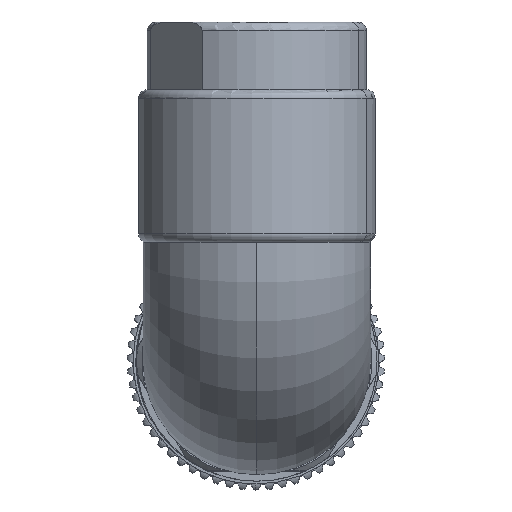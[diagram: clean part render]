
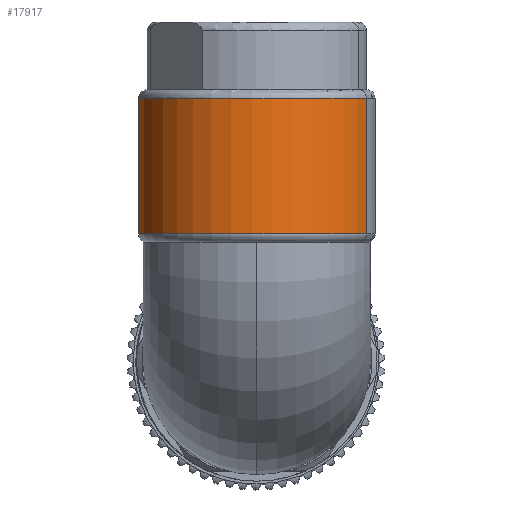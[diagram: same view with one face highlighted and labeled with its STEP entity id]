
A CAD part, top view. The second image highlights one B-rep face of the part: STEP entity #17917.
In plain terms, the highlighted cylindrical face has radius 7 mm (diameter 14 mm), a partial arc.
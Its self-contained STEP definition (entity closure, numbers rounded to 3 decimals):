
#17841=AXIS2_PLACEMENT_3D('Circle Axis2P3D',#17839,#17840,$) ;
#17890=AXIS2_PLACEMENT_3D('Cylinder Axis2P3D',#17887,#17888,#17889) ;
#17908=AXIS2_PLACEMENT_3D('Circle Axis2P3D',#17906,#17907,$) ;
#17829=CARTESIAN_POINT('Vertex',(14.116,23.1,38.916)) ;
#17836=CARTESIAN_POINT('Vertex',(1.184,23.1,33.554)) ;
#17839=CARTESIAN_POINT('Axis2P3D Location',(7.65,23.1,36.235)) ;
#17887=CARTESIAN_POINT('Axis2P3D Location',(7.65,26.3,36.235)) ;
#17892=CARTESIAN_POINT('Line Origine',(14.116,26.3,38.916)) ;
#17896=CARTESIAN_POINT('Vertex',(14.116,15.094,38.916)) ;
#17899=CARTESIAN_POINT('Line Origine',(1.184,26.3,33.554)) ;
#17903=CARTESIAN_POINT('Vertex',(1.184,15.094,33.554)) ;
#17906=CARTESIAN_POINT('Axis2P3D Location',(7.65,15.094,36.235)) ;
#17840=DIRECTION('Axis2P3D Direction',(0.,1.,0.)) ;
#17888=DIRECTION('Axis2P3D Direction',(0.,-1.,0.)) ;
#17889=DIRECTION('Axis2P3D XDirection',(0.924,0.,0.383)) ;
#17893=DIRECTION('Vector Direction',(0.,-1.,0.)) ;
#17900=DIRECTION('Vector Direction',(0.,-1.,0.)) ;
#17907=DIRECTION('Axis2P3D Direction',(0.,-1.,0.)) ;
#17894=VECTOR('Line Direction',#17893,1.) ;
#17901=VECTOR('Line Direction',#17900,1.) ;
#17912=ORIENTED_EDGE('',*,*,#17898,.F.) ;
#17913=ORIENTED_EDGE('',*,*,#17843,.T.) ;
#17914=ORIENTED_EDGE('',*,*,#17905,.F.) ;
#17915=ORIENTED_EDGE('',*,*,#17910,.T.) ;
#17917=ADVANCED_FACE('Hauptk\X2\00F6\X0\rper',(#17916),#17891,.T.) ;
#17842=CIRCLE('generated circle',#17841,7.) ;
#17909=CIRCLE('generated circle',#17908,7.) ;
#17891=CYLINDRICAL_SURFACE('generated cylinder',#17890,7.) ;
#17843=EDGE_CURVE('',#17830,#17837,#17842,.F.) ;
#17898=EDGE_CURVE('',#17830,#17897,#17895,.T.) ;
#17905=EDGE_CURVE('',#17904,#17837,#17902,.F.) ;
#17910=EDGE_CURVE('',#17904,#17897,#17909,.F.) ;
#17911=EDGE_LOOP('',(#17912,#17913,#17914,#17915)) ;
#17916=FACE_OUTER_BOUND('',#17911,.T.) ;
#17895=LINE('Line',#17892,#17894) ;
#17902=LINE('Line',#17899,#17901) ;
#17830=VERTEX_POINT('',#17829) ;
#17837=VERTEX_POINT('',#17836) ;
#17897=VERTEX_POINT('',#17896) ;
#17904=VERTEX_POINT('',#17903) ;
